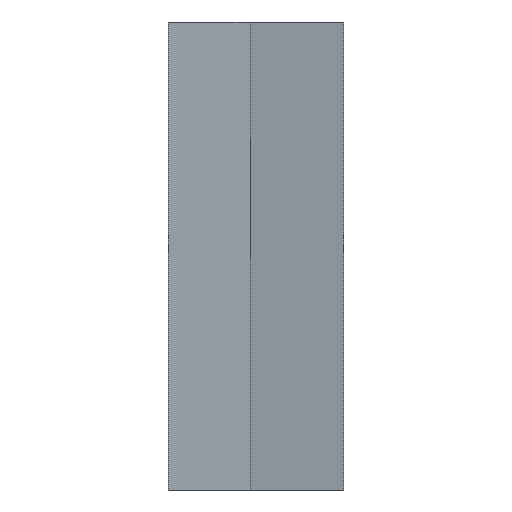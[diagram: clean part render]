
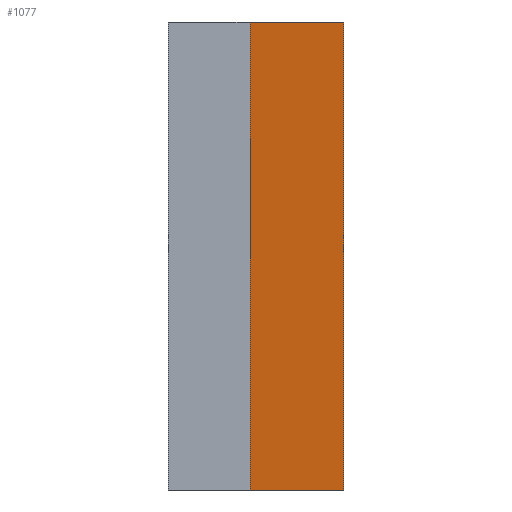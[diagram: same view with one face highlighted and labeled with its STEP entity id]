
A CAD part, front view. The second image highlights one B-rep face of the part: STEP entity #1077.
In plain terms, the highlighted planar face has unit normal (-0.174, -0.985, 0).
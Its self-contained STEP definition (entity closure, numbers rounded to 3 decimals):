
#32=PLANE('',#1113);
#91=FACE_OUTER_BOUND('',#154,.T.);
#154=EDGE_LOOP('',(#938,#939,#940,#941));
#225=LINE('',#2161,#310);
#231=LINE('',#2173,#316);
#232=LINE('',#2175,#317);
#233=LINE('',#2176,#318);
#310=VECTOR('',#1210,10.);
#316=VECTOR('',#1218,10.);
#317=VECTOR('',#1221,10.);
#318=VECTOR('',#1222,10.);
#498=VERTEX_POINT('',#2158);
#499=VERTEX_POINT('',#2160);
#502=VERTEX_POINT('',#2167);
#504=VERTEX_POINT('',#2171);
#649=EDGE_CURVE('',#498,#499,#225,.T.);
#655=EDGE_CURVE('',#502,#504,#231,.T.);
#656=EDGE_CURVE('',#502,#498,#232,.T.);
#657=EDGE_CURVE('',#499,#504,#233,.T.);
#938=ORIENTED_EDGE('',*,*,#656,.F.);
#939=ORIENTED_EDGE('',*,*,#655,.T.);
#940=ORIENTED_EDGE('',*,*,#657,.F.);
#941=ORIENTED_EDGE('',*,*,#649,.F.);
#1077=ADVANCED_FACE('',(#91),#32,.T.);
#1113=AXIS2_PLACEMENT_3D('',#2174,#1219,#1220);
#1210=DIRECTION('',(0.,0.,1.));
#1218=DIRECTION('',(0.,0.,1.));
#1219=DIRECTION('center_axis',(-0.174,-0.985,0.));
#1220=DIRECTION('ref_axis',(0.985,-0.174,0.));
#1221=DIRECTION('',(-0.985,0.174,0.));
#1222=DIRECTION('',(0.985,-0.174,0.));
#2158=CARTESIAN_POINT('',(1.,61.705,0.));
#2160=CARTESIAN_POINT('',(1.,61.705,20.));
#2161=CARTESIAN_POINT('',(1.,61.705,0.));
#2167=CARTESIAN_POINT('',(5.,61.,0.));
#2171=CARTESIAN_POINT('',(5.,61.,20.));
#2173=CARTESIAN_POINT('',(5.,61.,0.));
#2174=CARTESIAN_POINT('Origin',(1.,61.705,0.));
#2175=CARTESIAN_POINT('',(5.,61.,0.));
#2176=CARTESIAN_POINT('',(5.,61.,20.));
